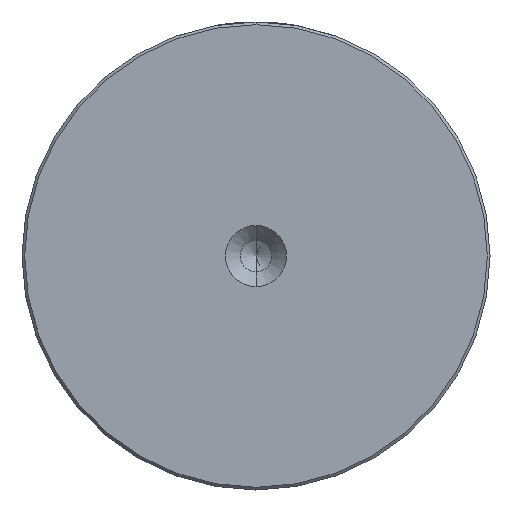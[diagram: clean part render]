
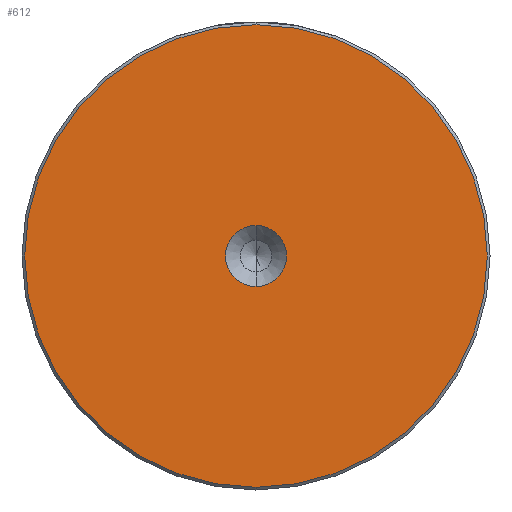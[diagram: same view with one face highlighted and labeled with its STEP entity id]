
A CAD part, left-side view. The second image highlights one B-rep face of the part: STEP entity #612.
In plain terms, the highlighted planar face has unit normal (-1, 0, 0).
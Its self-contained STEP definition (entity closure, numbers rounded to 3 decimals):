
#34 = AXIS2_PLACEMENT_3D ( 'NONE', #200, #149, #137 ) ;
#52 = EDGE_LOOP ( 'NONE', ( #2397, #509 ) ) ;
#86 = AXIS2_PLACEMENT_3D ( 'NONE', #2329, #2340, #2220 ) ;
#89 = CIRCLE ( 'NONE', #128, 5.6 ) ;
#128 = AXIS2_PLACEMENT_3D ( 'NONE', #1465, #1258, #899 ) ;
#137 = DIRECTION ( 'NONE',  ( 0., 0., 1. ) ) ;
#149 = DIRECTION ( 'NONE',  ( -1., 0., 0. ) ) ;
#200 = CARTESIAN_POINT ( 'NONE',  ( 0., 0., 0. ) ) ;
#262 = EDGE_LOOP ( 'NONE', ( #1509, #401 ) ) ;
#348 = CIRCLE ( 'NONE', #86, 42.5 ) ;
#356 = EDGE_CURVE ( 'NONE', #1340, #947, #348, .T. ) ;
#401 = ORIENTED_EDGE ( 'NONE', *, *, #1325, .F. ) ;
#448 = PLANE ( 'NONE',  #34 ) ;
#509 = ORIENTED_EDGE ( 'NONE', *, *, #356, .T. ) ;
#612 = ADVANCED_FACE ( 'NONE', ( #850, #2352 ), #448, .T. ) ;
#743 = CARTESIAN_POINT ( 'NONE',  ( 0., 0., 0. ) ) ;
#850 = FACE_OUTER_BOUND ( 'NONE', #52, .T. ) ;
#873 = DIRECTION ( 'NONE',  ( -1., 0., 0. ) ) ;
#899 = DIRECTION ( 'NONE',  ( 0., 0., 1. ) ) ;
#924 = AXIS2_PLACEMENT_3D ( 'NONE', #743, #2118, #943 ) ;
#943 = DIRECTION ( 'NONE',  ( 0., 0., 1. ) ) ;
#947 = VERTEX_POINT ( 'NONE', #1797 ) ;
#1056 = EDGE_CURVE ( 'NONE', #1753, #1442, #89, .T. ) ;
#1258 = DIRECTION ( 'NONE',  ( -1., 0., 0. ) ) ;
#1315 = CARTESIAN_POINT ( 'NONE',  ( 0., 0., 42.5 ) ) ;
#1325 = EDGE_CURVE ( 'NONE', #1442, #1753, #1645, .T. ) ;
#1340 = VERTEX_POINT ( 'NONE', #1315 ) ;
#1442 = VERTEX_POINT ( 'NONE', #2157 ) ;
#1465 = CARTESIAN_POINT ( 'NONE',  ( 0., 0., 0. ) ) ;
#1509 = ORIENTED_EDGE ( 'NONE', *, *, #1056, .F. ) ;
#1573 = CIRCLE ( 'NONE', #2290, 42.5 ) ;
#1645 = CIRCLE ( 'NONE', #924, 5.6 ) ;
#1753 = VERTEX_POINT ( 'NONE', #2446 ) ;
#1797 = CARTESIAN_POINT ( 'NONE',  ( 0., 0., -42.5 ) ) ;
#2051 = CARTESIAN_POINT ( 'NONE',  ( 0., 0., 0. ) ) ;
#2118 = DIRECTION ( 'NONE',  ( -1., 0., 0. ) ) ;
#2157 = CARTESIAN_POINT ( 'NONE',  ( 0., 0., -5.6 ) ) ;
#2171 = EDGE_CURVE ( 'NONE', #947, #1340, #1573, .T. ) ;
#2220 = DIRECTION ( 'NONE',  ( 0., 0., 1. ) ) ;
#2243 = DIRECTION ( 'NONE',  ( 0., 0., 1. ) ) ;
#2290 = AXIS2_PLACEMENT_3D ( 'NONE', #2051, #873, #2243 ) ;
#2329 = CARTESIAN_POINT ( 'NONE',  ( 0., 0., 0. ) ) ;
#2340 = DIRECTION ( 'NONE',  ( -1., 0., 0. ) ) ;
#2352 = FACE_BOUND ( 'NONE', #262, .T. ) ;
#2397 = ORIENTED_EDGE ( 'NONE', *, *, #2171, .T. ) ;
#2446 = CARTESIAN_POINT ( 'NONE',  ( 0., 0., 5.6 ) ) ;
